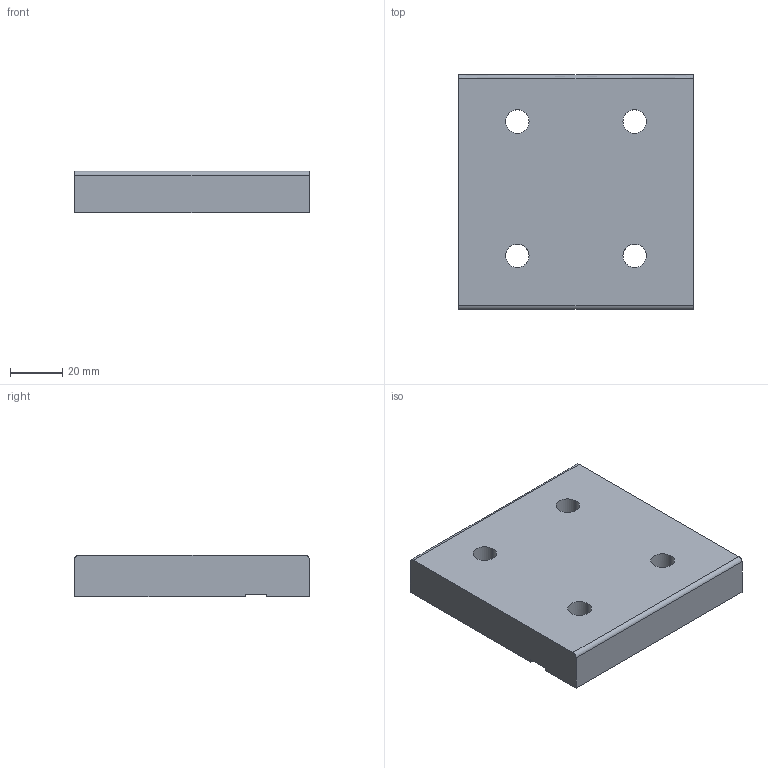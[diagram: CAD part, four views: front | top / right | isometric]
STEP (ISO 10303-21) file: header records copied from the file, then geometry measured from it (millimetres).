
FILE_DESCRIPTION((''),'2;1');
FILE_NAME('55-050-0.stp','2020-09-15T10:58:19',(''),(''),'Mechanical Desktop 2011','Mechanical Desktop 2011',', , ');
FILE_SCHEMA(('CONFIG_CONTROL_DESIGN'));
Length unit declared in the file: millimetre
Products named in the file (2): Product; ACADMENU
Assembly tree (8 placements, depth 2):
  Product
    ACADMENU  x8
Bounding box: 90 x 90 x 15.88 mm (x, y, z)
Volume: 120017.5 mm3; surface area: 23272.9 mm2
Topology: 1 solids, 1 shells, 25 faces, 75 edges, 50 vertices
Faces by surface type: plane 15, cylinder 9, bspline 1
Entity records: 1051 total; most frequent: CARTESIAN_POINT 184, DIRECTION 165, ORIENTED_EDGE 150, EDGE_CURVE 75, AXIS2_PLACEMENT_3D 59, VERTEX_POINT 50, VECTOR 47, LINE 47
